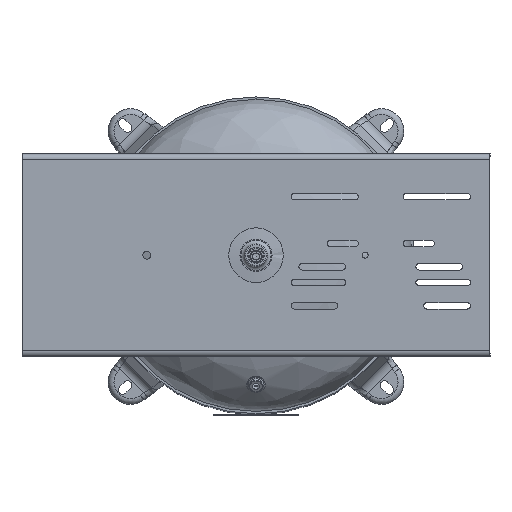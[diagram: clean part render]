
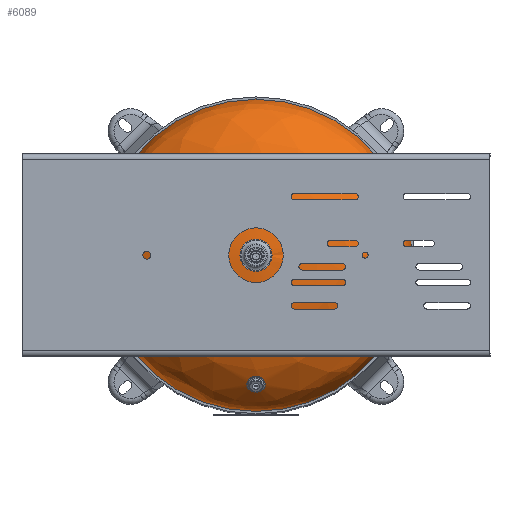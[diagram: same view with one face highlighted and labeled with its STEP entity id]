
A CAD part, top view. The second image highlights one B-rep face of the part: STEP entity #6089.
In plain terms, the highlighted free-form (B-spline) face has degree [2, 2] with [3, 9] control points.
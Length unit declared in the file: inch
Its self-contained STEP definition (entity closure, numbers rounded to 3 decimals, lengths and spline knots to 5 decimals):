
#103=ELLIPSE('',#6547,10.,5.062);
#125=(
BOUNDED_SURFACE()
B_SPLINE_SURFACE(2,2,((#9762,#9763,#9764,#9765,#9766,#9767,#9768,#9769,
#9770),(#9771,#9772,#9773,#9774,#9775,#9776,#9777,#9778,#9779),(#9780,#9781,
#9782,#9783,#9784,#9785,#9786,#9787,#9788)),.UNSPECIFIED.,.F.,.T.,.F.)
B_SPLINE_SURFACE_WITH_KNOTS((3,3),(3,2,2,2,3),(-3.14159,-1.5708),
(0.,1.5708,3.14159,4.71239,6.28319),
 .UNSPECIFIED.)
GEOMETRIC_REPRESENTATION_ITEM()
RATIONAL_B_SPLINE_SURFACE(((1.,0.707,1.,0.707,1.,
0.707,1.,0.707,1.),(0.707,0.5,0.707,
0.5,0.707,0.5,0.707,0.5,0.707),(1.,
0.707,1.,0.707,1.,0.707,1.,0.707,
1.)))
REPRESENTATION_ITEM('')
SURFACE()
);
#234=CIRCLE('',#6541,0.70275);
#238=CIRCLE('',#6548,10.);
#1827=FACE_BOUND('',#2311,.T.);
#1940=FACE_OUTER_BOUND('',#2310,.T.);
#2310=EDGE_LOOP('',(#4341,#4342,#4343,#4344));
#2311=EDGE_LOOP('',(#4345));
#2749=B_SPLINE_CURVE_WITH_KNOTS('',3,(#9387,#9388,#9389,#9390,#9391,#9392,
#9393,#9394,#9395,#9396,#9397,#9398,#9399,#9400,#9401,#9402,#9403,#9404,
#9405,#9406,#9407,#9408,#9409,#9410,#9411,#9412,#9413,#9414,#9415,#9416,
#9417,#9418,#9419,#9420,#9421,#9422,#9423,#9424,#9425,#9426,#9427,#9428,
#9429,#9430,#9431,#9432,#9433,#9434,#9435,#9436,#9437,#9438),
 .UNSPECIFIED.,.T.,.F.,(4,2,2,2,2,2,2,2,2,2,2,2,2,2,2,2,2,2,2,2,2,2,2,2,
2,4),(-8.2417,-7.95693,-7.59703,-7.33523,
-7.11452,-6.9833,-6.87008,-6.73539,-6.50062,
-5.99278,-5.4858,-4.96693,-4.47178,
-4.0092,-3.58251,-3.26398,-3.01157,-2.88187,
-2.77918,-2.6656,-2.4831,-1.98971,
-1.49114,-0.97347,-0.47053,0.),
 .UNSPECIFIED.);
#2850=VERTEX_POINT('',#9386);
#2852=VERTEX_POINT('',#9442);
#2856=VERTEX_POINT('',#9789);
#3440=EDGE_CURVE('',#2850,#2850,#2749,.T.);
#3442=EDGE_CURVE('',#2852,#2852,#234,.T.);
#3447=EDGE_CURVE('',#2852,#2856,#103,.T.);
#3448=EDGE_CURVE('',#2856,#2856,#238,.T.);
#4341=ORIENTED_EDGE('',*,*,#3442,.T.);
#4342=ORIENTED_EDGE('',*,*,#3447,.T.);
#4343=ORIENTED_EDGE('',*,*,#3448,.F.);
#4344=ORIENTED_EDGE('',*,*,#3447,.F.);
#4345=ORIENTED_EDGE('',*,*,#3440,.T.);
#6089=ADVANCED_FACE('',(#1940,#1827),#125,.T.);
#6541=AXIS2_PLACEMENT_3D('',#9443,#7081,#7082);
#6547=AXIS2_PLACEMENT_3D('',#9790,#7093,#7094);
#6548=AXIS2_PLACEMENT_3D('',#9791,#7095,#7096);
#7081=DIRECTION('center_axis',(0.,0.,
-1.));
#7082=DIRECTION('ref_axis',(-0.809,-0.588,0.));
#7093=DIRECTION('center_axis',(0.,-1.,0.));
#7094=DIRECTION('ref_axis',(1.,0.,0.));
#7095=DIRECTION('center_axis',(0.,0.,
-1.));
#7096=DIRECTION('ref_axis',(-1.,0.,0.));
#9386=CARTESIAN_POINT('',(0.43364,8.01901,4.26735));
#9387=CARTESIAN_POINT('Ctrl Pts',(0.43364,8.01901,4.26735));
#9388=CARTESIAN_POINT('Ctrl Pts',(0.41346,7.99336,4.28556));
#9389=CARTESIAN_POINT('Ctrl Pts',(0.38992,7.96953,4.30237));
#9390=CARTESIAN_POINT('Ctrl Pts',(0.32996,7.92066,4.33664));
#9391=CARTESIAN_POINT('Ctrl Pts',(0.29206,7.89722,4.35295));
#9392=CARTESIAN_POINT('Ctrl Pts',(0.2208,7.86456,4.37558));
#9393=CARTESIAN_POINT('Ctrl Pts',(0.18919,7.8533,4.38336));
#9394=CARTESIAN_POINT('Ctrl Pts',(0.12887,7.83746,4.39427));
#9395=CARTESIAN_POINT('Ctrl Pts',(0.10058,7.83214,4.39793));
#9396=CARTESIAN_POINT('Ctrl Pts',(0.05484,7.82683,4.40159));
#9397=CARTESIAN_POINT('Ctrl Pts',(0.03768,7.82555,4.40246));
#9398=CARTESIAN_POINT('Ctrl Pts',(0.00563,7.8245,
4.40318));
#9399=CARTESIAN_POINT('Ctrl Pts',(-0.00924,7.82454,
4.40315));
#9400=CARTESIAN_POINT('Ctrl Pts',(-0.04174,7.8258,
4.40229));
#9401=CARTESIAN_POINT('Ctrl Pts',(-0.05934,7.82723,
4.40131));
#9402=CARTESIAN_POINT('Ctrl Pts',(-0.10728,7.83319,4.39721));
#9403=CARTESIAN_POINT('Ctrl Pts',(-0.13727,7.83922,4.39306));
#9404=CARTESIAN_POINT('Ctrl Pts',(-0.2295,7.86515,4.37519));
#9405=CARTESIAN_POINT('Ctrl Pts',(-0.28779,7.89277,4.3561));
#9406=CARTESIAN_POINT('Ctrl Pts',(-0.38828,7.9644,4.30602));
#9407=CARTESIAN_POINT('Ctrl Pts',(-0.42956,8.00771,4.27552));
#9408=CARTESIAN_POINT('Ctrl Pts',(-0.4904,8.10541,4.20567));
#9409=CARTESIAN_POINT('Ctrl Pts',(-0.50883,8.15906,4.16682));
#9410=CARTESIAN_POINT('Ctrl Pts',(-0.51864,8.26594,4.08815));
#9411=CARTESIAN_POINT('Ctrl Pts',(-0.51113,8.3181,4.04916));
#9412=CARTESIAN_POINT('Ctrl Pts',(-0.47358,8.41366,3.97665));
#9413=CARTESIAN_POINT('Ctrl Pts',(-0.44534,8.45666,3.94353));
#9414=CARTESIAN_POINT('Ctrl Pts',(-0.37418,8.52962,3.88668));
#9415=CARTESIAN_POINT('Ctrl Pts',(-0.33303,8.55987,3.86282));
#9416=CARTESIAN_POINT('Ctrl Pts',(-0.25177,8.60246,3.82898));
#9417=CARTESIAN_POINT('Ctrl Pts',(-0.21433,8.61725,3.81714));
#9418=CARTESIAN_POINT('Ctrl Pts',(-0.14386,8.63712,3.8012));
#9419=CARTESIAN_POINT('Ctrl Pts',(-0.1117,8.64352,3.79604));
#9420=CARTESIAN_POINT('Ctrl Pts',(-0.06215,8.64951,3.79121));
#9421=CARTESIAN_POINT('Ctrl Pts',(-0.04521,8.65089,3.7901));
#9422=CARTESIAN_POINT('Ctrl Pts',(-0.01475,8.6522,
3.78905));
#9423=CARTESIAN_POINT('Ctrl Pts',(-0.00127,8.65236,
3.78892));
#9424=CARTESIAN_POINT('Ctrl Pts',(0.0271,8.65184,3.78934));
#9425=CARTESIAN_POINT('Ctrl Pts',(0.04198,8.65106,3.78997));
#9426=CARTESIAN_POINT('Ctrl Pts',(0.0806,8.64772,3.79266));
#9427=CARTESIAN_POINT('Ctrl Pts',(0.10419,8.64437,3.79536));
#9428=CARTESIAN_POINT('Ctrl Pts',(0.19013,8.62727,3.80912));
#9429=CARTESIAN_POINT('Ctrl Pts',(0.24928,8.60567,3.82647));
#9430=CARTESIAN_POINT('Ctrl Pts',(0.35478,8.54591,3.87386));
#9431=CARTESIAN_POINT('Ctrl Pts',(0.40003,8.50811,3.90358));
#9432=CARTESIAN_POINT('Ctrl Pts',(0.47146,8.41906,3.97252));
#9433=CARTESIAN_POINT('Ctrl Pts',(0.49615,8.3682,4.01136));
#9434=CARTESIAN_POINT('Ctrl Pts',(0.51896,8.26265,4.0906));
#9435=CARTESIAN_POINT('Ctrl Pts',(0.5176,8.20909,4.13018));
#9436=CARTESIAN_POINT('Ctrl Pts',(0.49072,8.10813,4.20371));
#9437=CARTESIAN_POINT('Ctrl Pts',(0.46699,8.06138,4.23726));
#9438=CARTESIAN_POINT('Ctrl Pts',(0.43364,8.01901,4.26735));
#9442=CARTESIAN_POINT('',(-0.70275,0.,6.30048));
#9443=CARTESIAN_POINT('Origin',(0.,0.,
6.30048));
#9762=CARTESIAN_POINT('Ctrl Pts',(-10.,0.,1.251));
#9763=CARTESIAN_POINT('Ctrl Pts',(-10.,10.,1.251));
#9764=CARTESIAN_POINT('Ctrl Pts',(0.,10.,1.251));
#9765=CARTESIAN_POINT('Ctrl Pts',(10.,10.,1.251));
#9766=CARTESIAN_POINT('Ctrl Pts',(10.,0.,
1.251));
#9767=CARTESIAN_POINT('Ctrl Pts',(10.,-10.,1.251));
#9768=CARTESIAN_POINT('Ctrl Pts',(0.,-10.,
1.251));
#9769=CARTESIAN_POINT('Ctrl Pts',(-10.,-10.,1.251));
#9770=CARTESIAN_POINT('Ctrl Pts',(-10.,0.,1.251));
#9771=CARTESIAN_POINT('Ctrl Pts',(-10.,0.,6.313));
#9772=CARTESIAN_POINT('Ctrl Pts',(-10.,10.,6.313));
#9773=CARTESIAN_POINT('Ctrl Pts',(0.,10.,6.313));
#9774=CARTESIAN_POINT('Ctrl Pts',(10.,10.,6.313));
#9775=CARTESIAN_POINT('Ctrl Pts',(10.,0.,
6.313));
#9776=CARTESIAN_POINT('Ctrl Pts',(10.,-10.,6.313));
#9777=CARTESIAN_POINT('Ctrl Pts',(0.,-10.,
6.313));
#9778=CARTESIAN_POINT('Ctrl Pts',(-10.,-10.,6.313));
#9779=CARTESIAN_POINT('Ctrl Pts',(-10.,0.,6.313));
#9780=CARTESIAN_POINT('Ctrl Pts',(0.,0.,
6.313));
#9781=CARTESIAN_POINT('Ctrl Pts',(0.,0.,
6.313));
#9782=CARTESIAN_POINT('Ctrl Pts',(0.,0.,
6.313));
#9783=CARTESIAN_POINT('Ctrl Pts',(0.,0.,
6.313));
#9784=CARTESIAN_POINT('Ctrl Pts',(0.,0.,
6.313));
#9785=CARTESIAN_POINT('Ctrl Pts',(0.,0.,
6.313));
#9786=CARTESIAN_POINT('Ctrl Pts',(0.,0.,
6.313));
#9787=CARTESIAN_POINT('Ctrl Pts',(0.,0.,
6.313));
#9788=CARTESIAN_POINT('Ctrl Pts',(0.,0.,
6.313));
#9789=CARTESIAN_POINT('',(-10.,0.,1.251));
#9790=CARTESIAN_POINT('Origin',(0.,0.,
1.251));
#9791=CARTESIAN_POINT('Origin',(0.,0.,
1.251));
